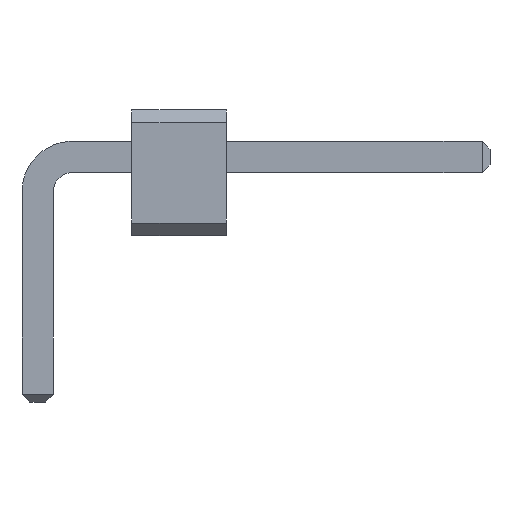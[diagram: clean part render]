
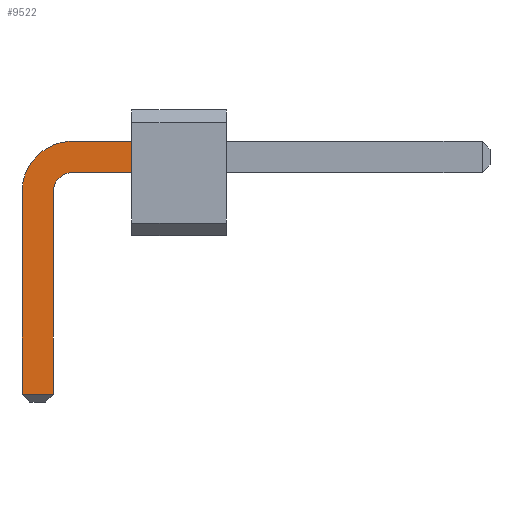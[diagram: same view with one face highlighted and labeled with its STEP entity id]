
A CAD part, front view. The second image highlights one B-rep face of the part: STEP entity #9522.
In plain terms, the highlighted planar face has unit normal (0, -1, 0).
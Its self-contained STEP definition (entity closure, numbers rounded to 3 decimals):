
#3314 = VERTEX_POINT('',#3315);
#3315 = CARTESIAN_POINT('',(1.5,-44.25,1.25));
#3323 = EDGE_CURVE('',#3314,#3324,#3326,.T.);
#3324 = VERTEX_POINT('',#3325);
#3325 = CARTESIAN_POINT('',(1.5,-44.25,0.75));
#3326 = LINE('',#3327,#3328);
#3327 = CARTESIAN_POINT('',(1.5,-44.25,0.499));
#3328 = VECTOR('',#3329,1.);
#3329 = DIRECTION('',(0.,0.,-1.));
#9422 = VERTEX_POINT('',#9423);
#9423 = CARTESIAN_POINT('',(0.5,-44.25,1.25));
#9429 = EDGE_CURVE('',#9422,#3314,#9430,.T.);
#9430 = LINE('',#9431,#9432);
#9431 = CARTESIAN_POINT('',(0.5,-44.25,1.25));
#9432 = VECTOR('',#9433,1.);
#9433 = DIRECTION('',(1.,0.,0.));
#9504 = EDGE_CURVE('',#3324,#9505,#9507,.T.);
#9505 = VERTEX_POINT('',#9506);
#9506 = CARTESIAN_POINT('',(0.5,-44.25,0.75));
#9507 = LINE('',#9508,#9509);
#9508 = CARTESIAN_POINT('',(7.2,-44.25,0.75));
#9509 = VECTOR('',#9510,1.);
#9510 = DIRECTION('',(-1.,0.,0.));
#9522 = ADVANCED_FACE('',(#9523),#9568,.F.);
#9523 = FACE_BOUND('',#9524,.F.);
#9524 = EDGE_LOOP('',(#9525,#9526,#9527,#9536,#9544,#9552,#9560,#9567));
#9525 = ORIENTED_EDGE('',*,*,#3323,.T.);
#9526 = ORIENTED_EDGE('',*,*,#9504,.T.);
#9527 = ORIENTED_EDGE('',*,*,#9528,.T.);
#9528 = EDGE_CURVE('',#9505,#9529,#9531,.T.);
#9529 = VERTEX_POINT('',#9530);
#9530 = CARTESIAN_POINT('',(0.25,-44.25,0.5));
#9531 = CIRCLE('',#9532,0.324);
#9532 = AXIS2_PLACEMENT_3D('',#9533,#9534,#9535);
#9533 = CARTESIAN_POINT('',(0.567,-44.25,0.433));
#9534 = DIRECTION('',(0.,-1.,0.));
#9535 = DIRECTION('',(-0.207,0.,0.978)
);
#9536 = ORIENTED_EDGE('',*,*,#9537,.T.);
#9537 = EDGE_CURVE('',#9529,#9538,#9540,.T.);
#9538 = VERTEX_POINT('',#9539);
#9539 = CARTESIAN_POINT('',(0.25,-44.25,-2.775));
#9540 = LINE('',#9541,#9542);
#9541 = CARTESIAN_POINT('',(0.25,-44.25,0.5));
#9542 = VECTOR('',#9543,1.);
#9543 = DIRECTION('',(0.,0.,-1.));
#9544 = ORIENTED_EDGE('',*,*,#9545,.T.);
#9545 = EDGE_CURVE('',#9538,#9546,#9548,.T.);
#9546 = VERTEX_POINT('',#9547);
#9547 = CARTESIAN_POINT('',(-0.25,-44.25,-2.775));
#9548 = LINE('',#9549,#9550);
#9549 = CARTESIAN_POINT('',(0.25,-44.25,-2.775));
#9550 = VECTOR('',#9551,1.);
#9551 = DIRECTION('',(-1.,0.,0.));
#9552 = ORIENTED_EDGE('',*,*,#9553,.T.);
#9553 = EDGE_CURVE('',#9546,#9554,#9556,.T.);
#9554 = VERTEX_POINT('',#9555);
#9555 = CARTESIAN_POINT('',(-0.25,-44.25,0.5));
#9556 = LINE('',#9557,#9558);
#9557 = CARTESIAN_POINT('',(-0.25,-44.25,-2.9));
#9558 = VECTOR('',#9559,1.);
#9559 = DIRECTION('',(0.,0.,1.));
#9560 = ORIENTED_EDGE('',*,*,#9561,.T.);
#9561 = EDGE_CURVE('',#9554,#9422,#9562,.T.);
#9562 = CIRCLE('',#9563,0.808);
#9563 = AXIS2_PLACEMENT_3D('',#9564,#9565,#9566);
#9564 = CARTESIAN_POINT('',(0.556,-44.25,0.444));
#9565 = DIRECTION('',(0.,1.,0.));
#9566 = DIRECTION('',(-0.998,0.,
0.069));
#9567 = ORIENTED_EDGE('',*,*,#9429,.T.);
#9568 = PLANE('',#9569);
#9569 = AXIS2_PLACEMENT_3D('',#9570,#9571,#9572);
#9570 = CARTESIAN_POINT('',(2.437,-44.25,0.248));
#9571 = DIRECTION('',(0.,1.,-0.));
#9572 = DIRECTION('',(0.,0.,-1.));
